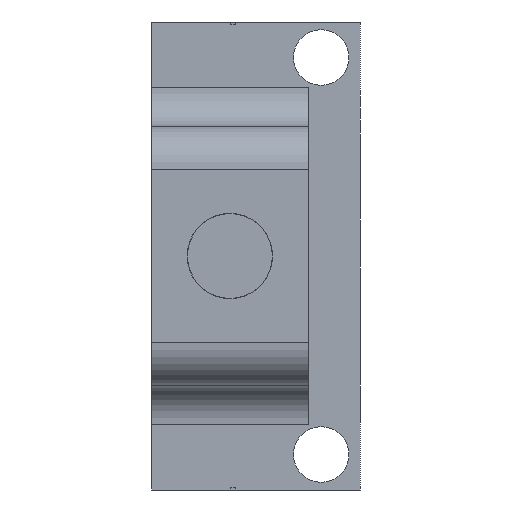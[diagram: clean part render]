
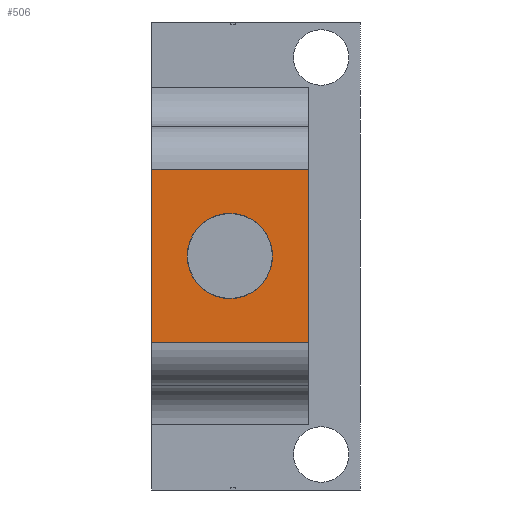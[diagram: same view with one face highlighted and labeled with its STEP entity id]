
A CAD part, left-side view. The second image highlights one B-rep face of the part: STEP entity #506.
In plain terms, the highlighted planar face has unit normal (-1, 0, 0).
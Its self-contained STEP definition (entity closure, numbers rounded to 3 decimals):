
#26 = DIRECTION ( 'NONE',  ( -1., 0., 0. ) ) ;
#381 = VECTOR ( 'NONE', #13837, 1000. ) ;
#395 = EDGE_CURVE ( 'NONE', #8674, #13283, #10435, .T. ) ;
#506 = ADVANCED_FACE ( 'NONE', ( #10827, #5518 ), #4619, .T. ) ;
#749 = EDGE_CURVE ( 'NONE', #13693, #9388, #9530, .T. ) ;
#939 = EDGE_LOOP ( 'NONE', ( #2023, #1569 ) ) ;
#1357 = AXIS2_PLACEMENT_3D ( 'NONE', #1633, #6086, #13388 ) ;
#1527 = EDGE_CURVE ( 'NONE', #2998, #13801, #5715, .T. ) ;
#1569 = ORIENTED_EDGE ( 'NONE', *, *, #395, .F. ) ;
#1633 = CARTESIAN_POINT ( 'NONE',  ( -19.062, 7.938, 1.718 ) ) ;
#1646 = LINE ( 'NONE', #5891, #11840 ) ;
#1751 = DIRECTION ( 'NONE',  ( 0., 0., 1. ) ) ;
#2023 = ORIENTED_EDGE ( 'NONE', *, *, #13057, .F. ) ;
#2598 = DIRECTION ( 'NONE',  ( 0., 1., 0. ) ) ;
#2996 = CARTESIAN_POINT ( 'NONE',  ( -19.062, 3.175, -3.515 ) ) ;
#2998 = VERTEX_POINT ( 'NONE', #13669 ) ;
#3407 = CARTESIAN_POINT ( 'NONE',  ( -19.062, 12.7, 6.95 ) ) ;
#3529 = AXIS2_PLACEMENT_3D ( 'NONE', #13013, #26, #5317 ) ;
#3578 = CIRCLE ( 'NONE', #1357, 2.591 ) ;
#4619 = PLANE ( 'NONE',  #8208 ) ;
#5317 = DIRECTION ( 'NONE',  ( 0., 0., 1. ) ) ;
#5518 = FACE_OUTER_BOUND ( 'NONE', #8219, .T. ) ;
#5715 = LINE ( 'NONE', #7035, #7479 ) ;
#5891 = CARTESIAN_POINT ( 'NONE',  ( -19.062, 3.175, 6.95 ) ) ;
#6086 = DIRECTION ( 'NONE',  ( -1., 0., 0. ) ) ;
#6292 = CARTESIAN_POINT ( 'NONE',  ( -19.062, 3.175, -3.515 ) ) ;
#7035 = CARTESIAN_POINT ( 'NONE',  ( -19.062, 12.7, -3.515 ) ) ;
#7479 = VECTOR ( 'NONE', #1751, 1000. ) ;
#7957 = CARTESIAN_POINT ( 'NONE',  ( -19.062, 7.938, -0.873 ) ) ;
#8208 = AXIS2_PLACEMENT_3D ( 'NONE', #9993, #12161, #2598 ) ;
#8219 = EDGE_LOOP ( 'NONE', ( #10080, #9642, #10683, #9615 ) ) ;
#8376 = LINE ( 'NONE', #6292, #10420 ) ;
#8674 = VERTEX_POINT ( 'NONE', #7957 ) ;
#9388 = VERTEX_POINT ( 'NONE', #11002 ) ;
#9495 = EDGE_CURVE ( 'NONE', #9388, #13801, #1646, .T. ) ;
#9530 = LINE ( 'NONE', #11649, #381 ) ;
#9615 = ORIENTED_EDGE ( 'NONE', *, *, #9495, .T. ) ;
#9642 = ORIENTED_EDGE ( 'NONE', *, *, #10049, .F. ) ;
#9993 = CARTESIAN_POINT ( 'NONE',  ( -19.062, 3.175, -3.515 ) ) ;
#10049 = EDGE_CURVE ( 'NONE', #13693, #2998, #8376, .T. ) ;
#10080 = ORIENTED_EDGE ( 'NONE', *, *, #1527, .F. ) ;
#10159 = DIRECTION ( 'NONE',  ( 0., 1., 0. ) ) ;
#10420 = VECTOR ( 'NONE', #10558, 1000. ) ;
#10435 = CIRCLE ( 'NONE', #3529, 2.591 ) ;
#10558 = DIRECTION ( 'NONE',  ( 0., 1., 0. ) ) ;
#10683 = ORIENTED_EDGE ( 'NONE', *, *, #749, .T. ) ;
#10827 = FACE_BOUND ( 'NONE', #939, .T. ) ;
#11002 = CARTESIAN_POINT ( 'NONE',  ( -19.062, 3.175, 6.95 ) ) ;
#11649 = CARTESIAN_POINT ( 'NONE',  ( -19.062, 3.175, -3.515 ) ) ;
#11840 = VECTOR ( 'NONE', #10159, 1000. ) ;
#12161 = DIRECTION ( 'NONE',  ( -1., 0., 0. ) ) ;
#12938 = CARTESIAN_POINT ( 'NONE',  ( -19.062, 7.938, 4.308 ) ) ;
#13013 = CARTESIAN_POINT ( 'NONE',  ( -19.062, 7.938, 1.718 ) ) ;
#13057 = EDGE_CURVE ( 'NONE', #13283, #8674, #3578, .T. ) ;
#13283 = VERTEX_POINT ( 'NONE', #12938 ) ;
#13388 = DIRECTION ( 'NONE',  ( 0., 0., 1. ) ) ;
#13669 = CARTESIAN_POINT ( 'NONE',  ( -19.062, 12.7, -3.515 ) ) ;
#13693 = VERTEX_POINT ( 'NONE', #2996 ) ;
#13801 = VERTEX_POINT ( 'NONE', #3407 ) ;
#13837 = DIRECTION ( 'NONE',  ( 0., 0., 1. ) ) ;
